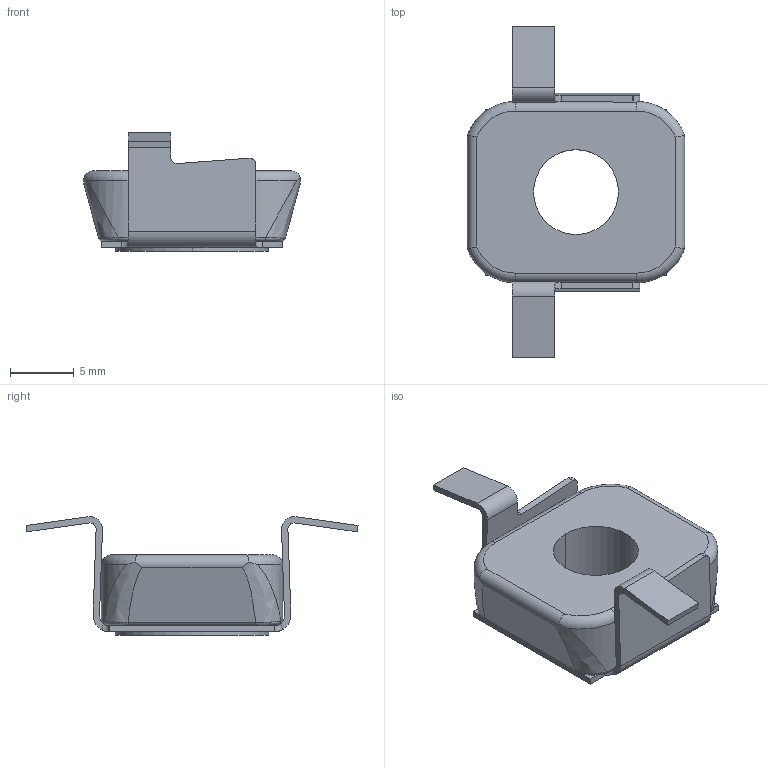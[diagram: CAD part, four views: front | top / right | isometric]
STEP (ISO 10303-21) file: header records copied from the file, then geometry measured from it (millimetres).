
FILE_DESCRIPTION (( 'STEP AP214' ), '1' );
FILE_NAME ('FO-00D-EN-M8-020 FORMAT Ãàéêà çàêëàäí. Ì8 â êàðêàñíûé ïðîôèëü (20øò_óïàê) IEK.STEP', '2024-07-03T11:31:35', ( '' ), ( '' ), 'SwSTEP 2.0', 'SolidWorks 2022', '' );
FILE_SCHEMA (( 'AUTOMOTIVE_DESIGN' ));
Length unit declared in the file: millimetre
Products named in the file (1): FO-00D-EN-M8-020 FORMAT Гайка закладн. М8 в каркасный профиль (20шт_упак) IEK
Bounding box: 17.03 x 26.01 x 9.31 mm (x, y, z)
Volume: 1202.4 mm3; surface area: 1572 mm2
Topology: 2 solids, 2 shells, 89 faces, 225 edges, 142 vertices
Faces by surface type: cylinder 35, plane 34, bspline 12, torus 8
Entity records: 4095 total; most frequent: CARTESIAN_POINT 981, ORIENTED_EDGE 450, DIRECTION 423, EDGE_CURVE 225, AXIS2_PLACEMENT_3D 156, VERTEX_POINT 142, LINE 111, VECTOR 111
